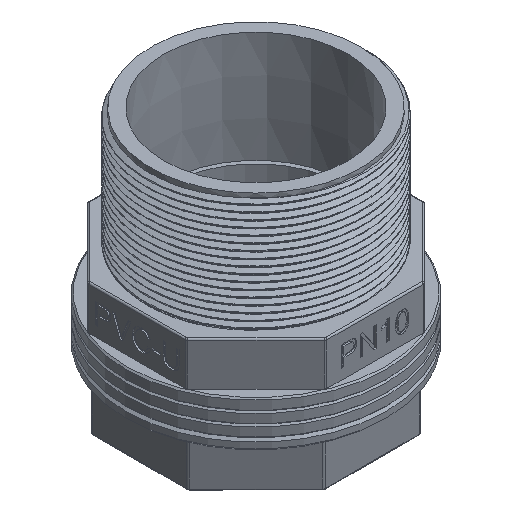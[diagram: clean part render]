
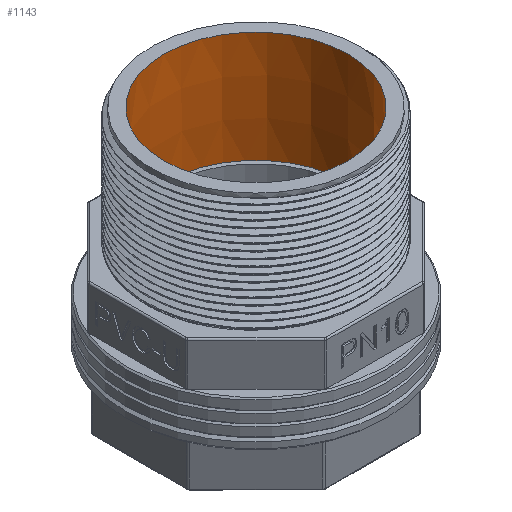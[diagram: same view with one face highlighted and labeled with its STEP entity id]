
A CAD part, isometric view. The second image highlights one B-rep face of the part: STEP entity #1143.
In plain terms, the highlighted conical face has half-angle 0.452 degrees and reference radius 31.45 mm.
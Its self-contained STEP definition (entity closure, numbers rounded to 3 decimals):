
#194=CONICAL_SURFACE('',#6656,31.45,0.452);
#294=FACE_BOUND('',#2031,.T.);
#295=FACE_BOUND('',#2032,.T.);
#404=CIRCLE('',#6605,31.75);
#431=CIRCLE('',#6653,31.45);
#1143=ADVANCED_FACE('',(#294,#295),#194,.F.);
#2031=EDGE_LOOP('',(#2611));
#2032=EDGE_LOOP('',(#2612));
#2611=ORIENTED_EDGE('',*,*,#4946,.T.);
#2612=ORIENTED_EDGE('',*,*,#4973,.T.);
#4318=VERTEX_POINT('',#15180);
#4321=VERTEX_POINT('',#15359);
#4946=EDGE_CURVE('',#4318,#4318,#404,.T.);
#4973=EDGE_CURVE('',#4321,#4321,#431,.T.);
#6605=AXIS2_PLACEMENT_3D('',#15179,#7052,#7053);
#6653=AXIS2_PLACEMENT_3D('',#15358,#7148,#7149);
#6656=AXIS2_PLACEMENT_3D('',#15363,#7154,#7155);
#7052=DIRECTION('',(0.,0.,1.));
#7053=DIRECTION('',(1.,0.,0.));
#7148=DIRECTION('',(0.,0.,-1.));
#7149=DIRECTION('',(1.,0.,0.));
#7154=DIRECTION('',(0.,0.,1.));
#7155=DIRECTION('',(1.,0.,0.));
#15179=CARTESIAN_POINT('',(0.,0.,86.));
#15180=CARTESIAN_POINT('',(31.75,0.,86.));
#15358=CARTESIAN_POINT('',(0.,0.,48.));
#15359=CARTESIAN_POINT('',(31.45,0.,48.));
#15363=CARTESIAN_POINT('',(0.,0.,48.));
